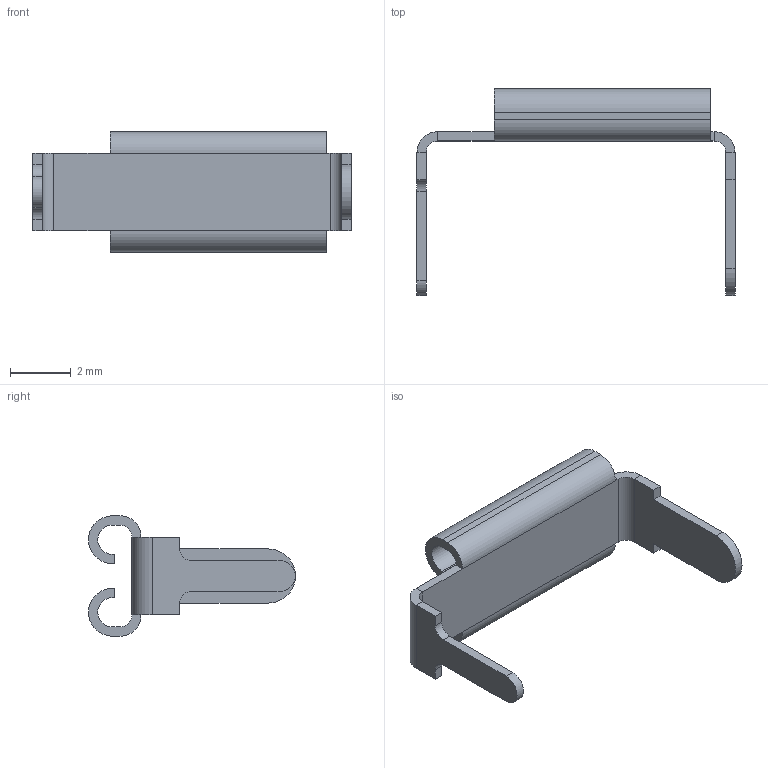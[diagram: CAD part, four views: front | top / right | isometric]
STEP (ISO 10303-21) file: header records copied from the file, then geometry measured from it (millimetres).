
FILE_DESCRIPTION (( 'STEP AP214' ), '1' );
FILE_NAME ('9-3549-025.STEP', '2011-08-24T15:08:31', ( 'Richard Maletta' ), ( '' ), 'SwSTEP 2.0', 'SolidWorks 2009', '' );
FILE_SCHEMA (( 'AUTOMOTIVE_DESIGN' ));
Length unit declared in the file: inch
Products named in the file (1): 9-3549-025
Bounding box: 10.46 x 6.81 x 3.96 mm (x, y, z)
Volume: 26.7 mm3; surface area: 192.2 mm2
Topology: 1 solids, 1 shells, 58 faces, 144 edges, 88 vertices
Faces by surface type: plane 40, cylinder 18
Entity records: 1732 total; most frequent: DIRECTION 298, CARTESIAN_POINT 291, ORIENTED_EDGE 288, EDGE_CURVE 144, VECTOR 108, LINE 108, AXIS2_PLACEMENT_3D 95, VERTEX_POINT 88
